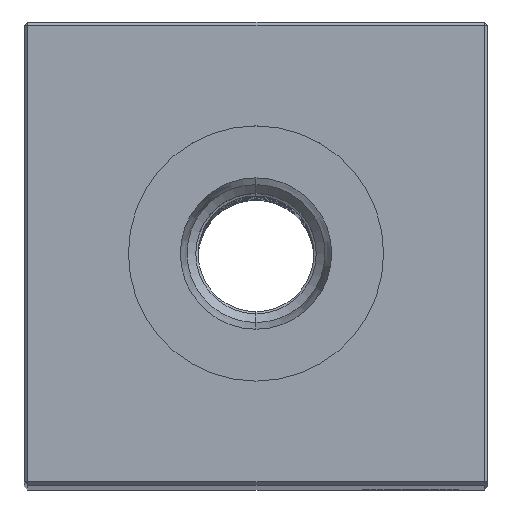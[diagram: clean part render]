
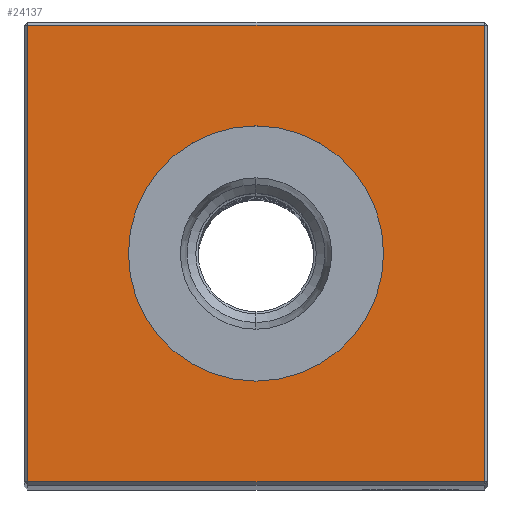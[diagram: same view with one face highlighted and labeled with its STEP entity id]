
A CAD part, top view. The second image highlights one B-rep face of the part: STEP entity #24137.
In plain terms, the highlighted planar face has unit normal (0, 0, 1).
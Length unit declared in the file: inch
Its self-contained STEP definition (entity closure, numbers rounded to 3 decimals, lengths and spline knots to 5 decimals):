
#2183 = CARTESIAN_POINT ( 'NONE',  ( 0., -0.74, 9.25 ) ) ;
#2209 = VERTEX_POINT ( 'NONE', #17288 ) ;
#2223 = PLANE ( 'NONE',  #14432 ) ;
#2400 = CARTESIAN_POINT ( 'NONE',  ( 0., 0.74, 9.25 ) ) ;
#2415 = LINE ( 'NONE', #26702, #12606 ) ;
#4418 = FACE_BOUND ( 'NONE', #26765, .T. ) ;
#4458 = EDGE_CURVE ( 'NONE', #17585, #9946, #12447, .T. ) ;
#4790 = VERTEX_POINT ( 'NONE', #6329 ) ;
#6329 = CARTESIAN_POINT ( 'NONE',  ( -0.74, -0.74, 9.25 ) ) ;
#6519 = ORIENTED_EDGE ( 'NONE', *, *, #20249, .T. ) ;
#7588 = CARTESIAN_POINT ( 'NONE',  ( 0., 0., 9.25 ) ) ;
#7954 = CARTESIAN_POINT ( 'NONE',  ( 0., 0.41339, 9.25 ) ) ;
#8124 = DIRECTION ( 'NONE',  ( 0., -1., 0. ) ) ;
#9095 = DIRECTION ( 'NONE',  ( 0., 0., -1. ) ) ;
#9640 = CARTESIAN_POINT ( 'NONE',  ( 0., 0., 9.25 ) ) ;
#9889 = LINE ( 'NONE', #18798, #14929 ) ;
#9946 = VERTEX_POINT ( 'NONE', #19256 ) ;
#10289 = EDGE_CURVE ( 'NONE', #25411, #2209, #28863, .T. ) ;
#11290 = FACE_OUTER_BOUND ( 'NONE', #18600, .T. ) ;
#12112 = CARTESIAN_POINT ( 'NONE',  ( 0.74, 0.74, 9.25 ) ) ;
#12447 = CIRCLE ( 'NONE', #23663, 0.41339 ) ;
#12606 = VECTOR ( 'NONE', #17894, 39.37008 ) ;
#13195 = CARTESIAN_POINT ( 'NONE',  ( 0., 0., 9.25 ) ) ;
#14317 = ORIENTED_EDGE ( 'NONE', *, *, #24481, .T. ) ;
#14432 = AXIS2_PLACEMENT_3D ( 'NONE', #13195, #9095, #22544 ) ;
#14929 = VECTOR ( 'NONE', #8124, 39.37008 ) ;
#15544 = DIRECTION ( 'NONE',  ( -1., 0., 0. ) ) ;
#16080 = EDGE_CURVE ( 'NONE', #9946, #17585, #16484, .T. ) ;
#16484 = CIRCLE ( 'NONE', #24454, 0.41339 ) ;
#16493 = DIRECTION ( 'NONE',  ( 0., 0., -1. ) ) ;
#17288 = CARTESIAN_POINT ( 'NONE',  ( -0.74, 0.74, 9.25 ) ) ;
#17330 = VECTOR ( 'NONE', #15544, 39.37008 ) ;
#17585 = VERTEX_POINT ( 'NONE', #7954 ) ;
#17855 = VERTEX_POINT ( 'NONE', #25626 ) ;
#17894 = DIRECTION ( 'NONE',  ( 0., 1., 0. ) ) ;
#18013 = EDGE_CURVE ( 'NONE', #4790, #17855, #19870, .T. ) ;
#18600 = EDGE_LOOP ( 'NONE', ( #14317, #22860, #6519, #20836 ) ) ;
#18798 = CARTESIAN_POINT ( 'NONE',  ( -0.74, 0., 9.25 ) ) ;
#19256 = CARTESIAN_POINT ( 'NONE',  ( 0., -0.41339, 9.25 ) ) ;
#19870 = LINE ( 'NONE', #2183, #21043 ) ;
#20249 = EDGE_CURVE ( 'NONE', #17855, #25411, #2415, .T. ) ;
#20318 = DIRECTION ( 'NONE',  ( 0., 0., -1. ) ) ;
#20836 = ORIENTED_EDGE ( 'NONE', *, *, #10289, .T. ) ;
#21043 = VECTOR ( 'NONE', #24699, 39.37008 ) ;
#22544 = DIRECTION ( 'NONE',  ( -1., 0., 0. ) ) ;
#22860 = ORIENTED_EDGE ( 'NONE', *, *, #18013, .T. ) ;
#23663 = AXIS2_PLACEMENT_3D ( 'NONE', #7588, #16493, #27491 ) ;
#24137 = ADVANCED_FACE ( 'NONE', ( #11290, #4418 ), #2223, .F. ) ;
#24454 = AXIS2_PLACEMENT_3D ( 'NONE', #9640, #20318, #24869 ) ;
#24481 = EDGE_CURVE ( 'NONE', #2209, #4790, #9889, .T. ) ;
#24699 = DIRECTION ( 'NONE',  ( 1., 0., 0. ) ) ;
#24869 = DIRECTION ( 'NONE',  ( -1., 0., 0. ) ) ;
#25411 = VERTEX_POINT ( 'NONE', #12112 ) ;
#25626 = CARTESIAN_POINT ( 'NONE',  ( 0.74, -0.74, 9.25 ) ) ;
#25676 = ORIENTED_EDGE ( 'NONE', *, *, #4458, .T. ) ;
#26702 = CARTESIAN_POINT ( 'NONE',  ( 0.74, 0., 9.25 ) ) ;
#26765 = EDGE_LOOP ( 'NONE', ( #25676, #27268 ) ) ;
#27268 = ORIENTED_EDGE ( 'NONE', *, *, #16080, .T. ) ;
#27491 = DIRECTION ( 'NONE',  ( -1., 0., 0. ) ) ;
#28863 = LINE ( 'NONE', #2400, #17330 ) ;
